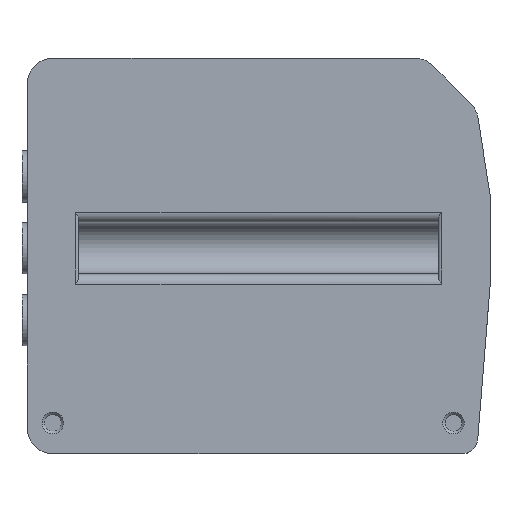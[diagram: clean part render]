
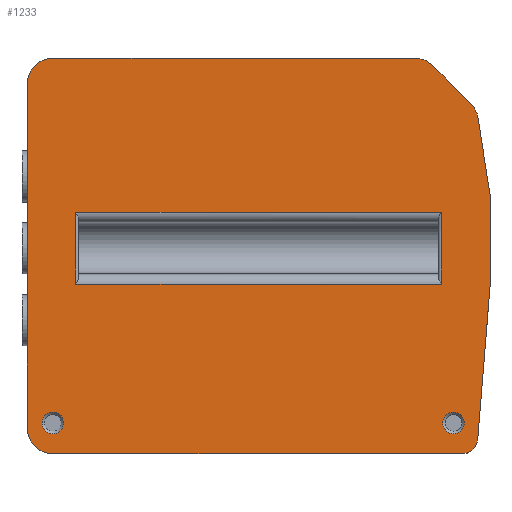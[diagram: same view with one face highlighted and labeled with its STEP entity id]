
A CAD part, top view. The second image highlights one B-rep face of the part: STEP entity #1233.
In plain terms, the highlighted planar face has unit normal (0, 0, 1).
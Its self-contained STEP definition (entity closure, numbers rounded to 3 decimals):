
#70=CARTESIAN_POINT('',(-36.361,-32.5,13.5));
#71=VERTEX_POINT('',#70);
#72=CARTESIAN_POINT('',(-38.461,-32.5,13.5));
#73=DIRECTION('',(0.0,0.0,-1.0));
#74=DIRECTION('',(1.0,0.0,0.0));
#75=AXIS2_PLACEMENT_3D('',#72,#73,#74);
#76=CIRCLE('',#75,2.1);
#77=EDGE_CURVE('',#71,#71,#76,.T.);
#169=CARTESIAN_POINT('',(41.639,-32.5,13.5));
#170=VERTEX_POINT('',#169);
#171=CARTESIAN_POINT('',(39.539,-32.5,13.5));
#172=DIRECTION('',(0.0,0.0,-1.0));
#173=DIRECTION('',(1.0,0.0,0.0));
#174=AXIS2_PLACEMENT_3D('',#171,#172,#173);
#175=CIRCLE('',#174,2.1);
#176=EDGE_CURVE('',#170,#170,#175,.T.);
#1047=CARTESIAN_POINT('',(37.139,-5.5,13.5));
#1048=VERTEX_POINT('',#1047);
#1062=CARTESIAN_POINT('',(37.139,8.5,13.5));
#1063=VERTEX_POINT('',#1062);
#1064=CARTESIAN_POINT('',(37.139,-5.5,13.5));
#1065=DIRECTION('',(0.0,1.0,0.0));
#1066=VECTOR('',#1065,14.);
#1067=LINE('',#1064,#1066);
#1068=EDGE_CURVE('',#1048,#1063,#1067,.T.);
#1094=CARTESIAN_POINT('',(0.222,-0.673,13.5));
#1095=DIRECTION('',(0.0,0.0,1.0));
#1096=DIRECTION('',(1.0,0.0,0.0));
#1097=AXIS2_PLACEMENT_3D('',#1094,#1095,#1096);
#1098=PLANE('',#1097);
#1099=CARTESIAN_POINT('',(-43.461,-33.5,13.5));
#1100=VERTEX_POINT('',#1099);
#1101=CARTESIAN_POINT('',(-43.461,33.5,13.5));
#1102=VERTEX_POINT('',#1101);
#1103=CARTESIAN_POINT('',(-43.461,-33.5,13.5));
#1104=DIRECTION('',(0.0,1.0,0.0));
#1105=VECTOR('',#1104,67.);
#1106=LINE('',#1103,#1105);
#1107=EDGE_CURVE('',#1100,#1102,#1106,.T.);
#1108=ORIENTED_EDGE('',*,*,#1107,.F.);
#1109=CARTESIAN_POINT('',(-38.461,-38.5,13.5));
#1110=VERTEX_POINT('',#1109);
#1111=CARTESIAN_POINT('',(-38.461,-33.5,13.5));
#1112=DIRECTION('',(0.0,0.0,-1.0));
#1113=DIRECTION('',(-1.0,0.0,0.0));
#1114=AXIS2_PLACEMENT_3D('',#1111,#1112,#1113);
#1115=CIRCLE('',#1114,5.0);
#1116=EDGE_CURVE('',#1110,#1100,#1115,.T.);
#1117=ORIENTED_EDGE('',*,*,#1116,.F.);
#1118=CARTESIAN_POINT('',(41.251,-38.5,13.5));
#1119=VERTEX_POINT('',#1118);
#1120=CARTESIAN_POINT('',(41.251,-38.5,13.5));
#1121=DIRECTION('',(-1.0,0.0,0.0));
#1122=VECTOR('',#1121,79.712);
#1123=LINE('',#1120,#1122);
#1124=EDGE_CURVE('',#1119,#1110,#1123,.T.);
#1125=ORIENTED_EDGE('',*,*,#1124,.F.);
#1126=CARTESIAN_POINT('',(44.241,-35.741,13.5));
#1127=VERTEX_POINT('',#1126);
#1128=CARTESIAN_POINT('',(41.251,-35.5,13.5));
#1129=DIRECTION('',(0.0,0.0,-1.0));
#1130=DIRECTION('',(0.0,-1.0,0.0));
#1131=AXIS2_PLACEMENT_3D('',#1128,#1129,#1130);
#1132=CIRCLE('',#1131,3.);
#1133=EDGE_CURVE('',#1127,#1119,#1132,.T.);
#1134=ORIENTED_EDGE('',*,*,#1133,.F.);
#1135=CARTESIAN_POINT('',(46.639,-6.,13.5));
#1136=VERTEX_POINT('',#1135);
#1137=CARTESIAN_POINT('',(46.639,-6.,13.5));
#1138=DIRECTION('',(-0.08,-0.997,0.0));
#1139=VECTOR('',#1138,29.838);
#1140=LINE('',#1137,#1139);
#1141=EDGE_CURVE('',#1136,#1127,#1140,.T.);
#1142=ORIENTED_EDGE('',*,*,#1141,.F.);
#1143=CARTESIAN_POINT('',(46.639,12.,13.5));
#1144=VERTEX_POINT('',#1143);
#1145=CARTESIAN_POINT('',(46.639,12.,13.5));
#1146=DIRECTION('',(0.0,-1.0,0.0));
#1147=VECTOR('',#1146,18.);
#1148=LINE('',#1145,#1147);
#1149=EDGE_CURVE('',#1144,#1136,#1148,.T.);
#1150=ORIENTED_EDGE('',*,*,#1149,.F.);
#1151=CARTESIAN_POINT('',(44.292,26.893,13.5));
#1152=VERTEX_POINT('',#1151);
#1153=CARTESIAN_POINT('',(44.292,26.893,13.5));
#1154=DIRECTION('',(0.156,-0.988,0.0));
#1155=VECTOR('',#1154,15.077);
#1156=LINE('',#1153,#1155);
#1157=EDGE_CURVE('',#1152,#1144,#1156,.T.);
#1158=ORIENTED_EDGE('',*,*,#1157,.F.);
#1159=CARTESIAN_POINT('',(42.889,29.65,13.5));
#1160=VERTEX_POINT('',#1159);
#1161=CARTESIAN_POINT('',(39.353,26.115,13.5));
#1162=DIRECTION('',(0.0,0.0,-1.));
#1163=DIRECTION('',(0.988,0.156,0.0));
#1164=AXIS2_PLACEMENT_3D('',#1161,#1162,#1163);
#1165=CIRCLE('',#1164,5.0);
#1166=EDGE_CURVE('',#1160,#1152,#1165,.T.);
#1167=ORIENTED_EDGE('',*,*,#1166,.F.);
#1168=CARTESIAN_POINT('',(35.503,37.036,13.5));
#1169=VERTEX_POINT('',#1168);
#1170=CARTESIAN_POINT('',(35.503,37.036,13.5));
#1171=DIRECTION('',(0.707,-0.707,0.0));
#1172=VECTOR('',#1171,10.444);
#1173=LINE('',#1170,#1172);
#1174=EDGE_CURVE('',#1169,#1160,#1173,.T.);
#1175=ORIENTED_EDGE('',*,*,#1174,.F.);
#1176=CARTESIAN_POINT('',(31.968,38.5,13.5));
#1177=VERTEX_POINT('',#1176);
#1178=CARTESIAN_POINT('',(31.968,33.5,13.5));
#1179=DIRECTION('',(0.0,0.0,-1.));
#1180=DIRECTION('',(0.707,0.707,0.0));
#1181=AXIS2_PLACEMENT_3D('',#1178,#1179,#1180);
#1182=CIRCLE('',#1181,5.);
#1183=EDGE_CURVE('',#1177,#1169,#1182,.T.);
#1184=ORIENTED_EDGE('',*,*,#1183,.F.);
#1185=CARTESIAN_POINT('',(-38.461,38.5,13.5));
#1186=VERTEX_POINT('',#1185);
#1187=CARTESIAN_POINT('',(-38.461,38.5,13.5));
#1188=DIRECTION('',(1.0,0.0,0.0));
#1189=VECTOR('',#1188,70.429);
#1190=LINE('',#1187,#1189);
#1191=EDGE_CURVE('',#1186,#1177,#1190,.T.);
#1192=ORIENTED_EDGE('',*,*,#1191,.F.);
#1193=CARTESIAN_POINT('',(-38.461,33.5,13.5));
#1194=DIRECTION('',(0.0,0.0,-1.0));
#1195=DIRECTION('',(0.0,1.0,0.0));
#1196=AXIS2_PLACEMENT_3D('',#1193,#1194,#1195);
#1197=CIRCLE('',#1196,5.0);
#1198=EDGE_CURVE('',#1102,#1186,#1197,.T.);
#1199=ORIENTED_EDGE('',*,*,#1198,.F.);
#1200=EDGE_LOOP('',(#1108,#1117,#1125,#1134,#1142,#1150,#1158,#1167,#1175,#1184,#1192,#1199));
#1201=FACE_OUTER_BOUND('',#1200,.T.);
#1202=ORIENTED_EDGE('',*,*,#77,.T.);
#1203=EDGE_LOOP('',(#1202));
#1204=FACE_BOUND('',#1203,.T.);
#1205=ORIENTED_EDGE('',*,*,#176,.T.);
#1206=EDGE_LOOP('',(#1205));
#1207=FACE_BOUND('',#1206,.T.);
#1208=CARTESIAN_POINT('',(-33.961,8.5,13.5));
#1209=VERTEX_POINT('',#1208);
#1210=CARTESIAN_POINT('',(-33.961,8.5,13.5));
#1211=DIRECTION('',(1.0,0.0,0.0));
#1212=VECTOR('',#1211,71.1);
#1213=LINE('',#1210,#1212);
#1214=EDGE_CURVE('',#1209,#1063,#1213,.T.);
#1215=ORIENTED_EDGE('',*,*,#1214,.T.);
#1216=ORIENTED_EDGE('',*,*,#1068,.F.);
#1217=CARTESIAN_POINT('',(-33.961,-5.5,13.5));
#1218=VERTEX_POINT('',#1217);
#1219=CARTESIAN_POINT('',(37.139,-5.5,13.5));
#1220=DIRECTION('',(-1.0,0.0,0.0));
#1221=VECTOR('',#1220,71.1);
#1222=LINE('',#1219,#1221);
#1223=EDGE_CURVE('',#1048,#1218,#1222,.T.);
#1224=ORIENTED_EDGE('',*,*,#1223,.T.);
#1225=CARTESIAN_POINT('',(-33.961,8.5,13.5));
#1226=DIRECTION('',(0.0,-1.0,0.0));
#1227=VECTOR('',#1226,14.);
#1228=LINE('',#1225,#1227);
#1229=EDGE_CURVE('',#1209,#1218,#1228,.T.);
#1230=ORIENTED_EDGE('',*,*,#1229,.F.);
#1231=EDGE_LOOP('',(#1215,#1216,#1224,#1230));
#1232=FACE_BOUND('',#1231,.T.);
#1233=ADVANCED_FACE('',(#1201,#1204,#1207,#1232),#1098,.T.);
